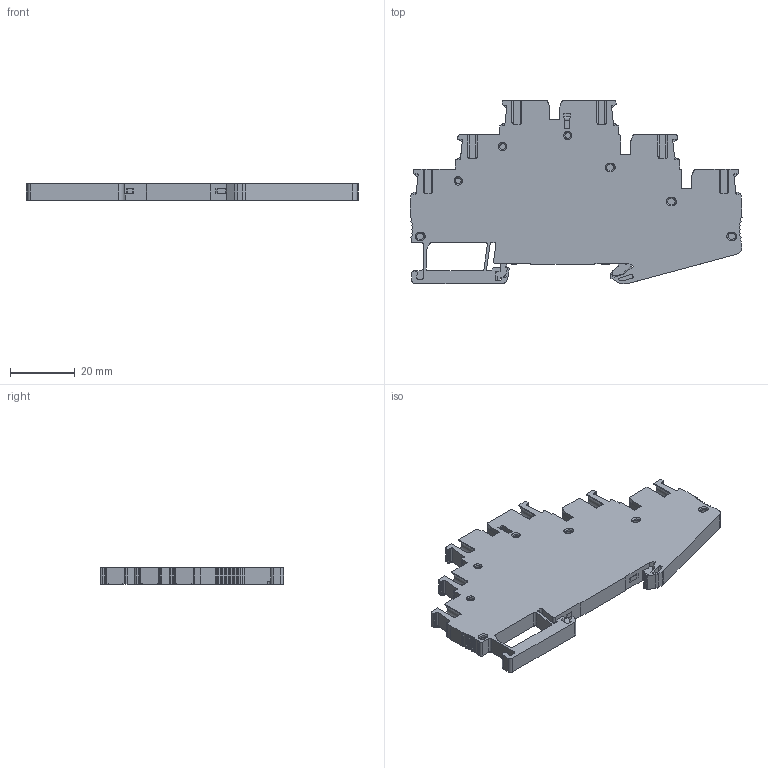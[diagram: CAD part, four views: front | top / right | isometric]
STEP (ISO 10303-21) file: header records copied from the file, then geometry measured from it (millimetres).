
FILE_DESCRIPTION((''),'2;1');
FILE_NAME('UJ6-2_5JDLL00','2023-12-05T16:11:27',('Administrator'),(''),'CREO PARAMETRIC BY PTC INC, 2016510','CREO PARAMETRIC BY PTC INC, 2016510','');
FILE_SCHEMA(('CONFIG_CONTROL_DESIGN','SHAPE_APPEARANCE_LAYERS_GROUPS'));
Length unit declared in the file: millimetre
Products named in the file (1): UJ6-2_5JDLL00
Bounding box: 102.47 x 56.55 x 5.2 mm (x, y, z)
Volume: 18641.1 mm3; surface area: 13949 mm2
Topology: 1 solids, 1 shells, 1390 faces, 4152 edges, 2792 vertices
Faces by surface type: plane 906, cylinder 398, torus 46, cone 40
Entity records: 61423 total; most frequent: CARTESIAN_POINT 9233, ORIENTED_EDGE 8304, DIRECTION 7676, EDGE_CURVE 4152, VECTOR 2922, LINE 2922, VERTEX_POINT 2792, AXIS2_PLACEMENT_3D 2377
